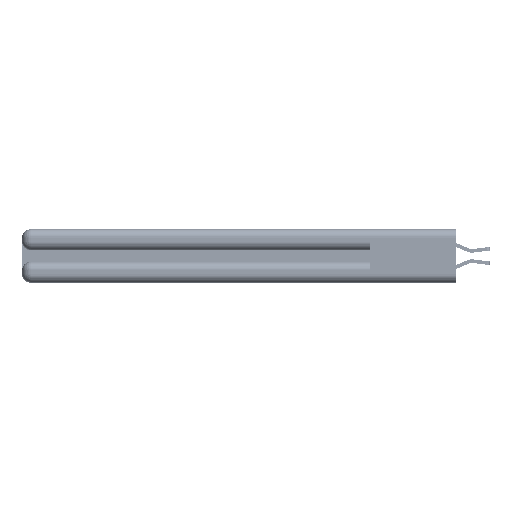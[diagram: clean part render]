
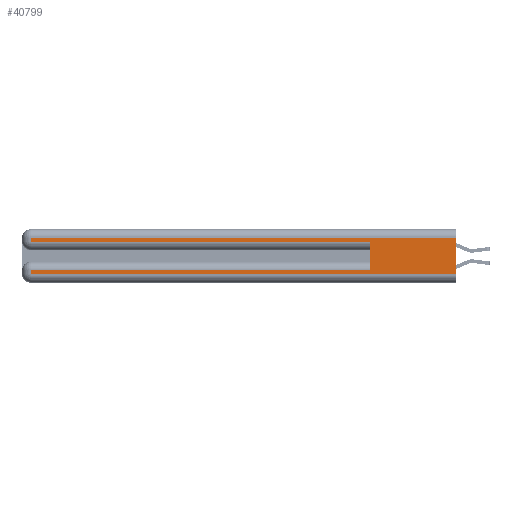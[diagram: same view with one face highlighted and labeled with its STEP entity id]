
A CAD part, left-side view. The second image highlights one B-rep face of the part: STEP entity #40799.
In plain terms, the highlighted planar face has unit normal (-1, 0, 0).
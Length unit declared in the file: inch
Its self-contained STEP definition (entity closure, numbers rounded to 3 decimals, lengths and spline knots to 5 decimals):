
#485 = VECTOR ( 'NONE', #26006, 39.37008 ) ;
#687 = AXIS2_PLACEMENT_3D ( 'NONE', #34980, #28105, #6859 ) ;
#1161 = EDGE_CURVE ( 'NONE', #43723, #11559, #29014, .T. ) ;
#1666 = VERTEX_POINT ( 'NONE', #33772 ) ;
#4040 = ORIENTED_EDGE ( 'NONE', *, *, #14078, .T. ) ;
#4199 = VERTEX_POINT ( 'NONE', #42038 ) ;
#5814 = CARTESIAN_POINT ( 'NONE',  ( 0., 0., 0.085 ) ) ;
#6009 = DIRECTION ( 'NONE',  ( 0., -1., 0. ) ) ;
#6235 = EDGE_CURVE ( 'NONE', #35100, #35349, #19865, .T. ) ;
#6277 = VECTOR ( 'NONE', #42443, 39.37008 ) ;
#6410 = CARTESIAN_POINT ( 'NONE',  ( 0., 0., 0.37 ) ) ;
#6859 = DIRECTION ( 'NONE',  ( 0., 0., -1. ) ) ;
#7233 = VECTOR ( 'NONE', #6009, 39.37008 ) ;
#7378 = CARTESIAN_POINT ( 'NONE',  ( 0., 0., 0.31 ) ) ;
#7938 = ORIENTED_EDGE ( 'NONE', *, *, #12293, .T. ) ;
#9593 = CARTESIAN_POINT ( 'NONE',  ( 0., 0., 0.06 ) ) ;
#10192 = ORIENTED_EDGE ( 'NONE', *, *, #1161, .T. ) ;
#10218 = VECTOR ( 'NONE', #44280, 39.37008 ) ;
#11559 = VERTEX_POINT ( 'NONE', #32175 ) ;
#11672 = VERTEX_POINT ( 'NONE', #11685 ) ;
#11685 = CARTESIAN_POINT ( 'NONE',  ( 0., 2.94, 0.285 ) ) ;
#12173 = CARTESIAN_POINT ( 'NONE',  ( 0., 0., 0.31 ) ) ;
#12293 = EDGE_CURVE ( 'NONE', #11559, #4199, #19853, .T. ) ;
#14078 = EDGE_CURVE ( 'NONE', #11672, #1666, #14709, .T. ) ;
#14709 = LINE ( 'NONE', #20237, #18624 ) ;
#14753 = CARTESIAN_POINT ( 'NONE',  ( 0., 0.6, 0.145 ) ) ;
#15859 = ORIENTED_EDGE ( 'NONE', *, *, #43957, .T. ) ;
#16392 = ORIENTED_EDGE ( 'NONE', *, *, #20318, .T. ) ;
#16842 = EDGE_LOOP ( 'NONE', ( #37718, #16971, #15859, #4040, #28995, #10192, #7938, #16392 ) ) ;
#16971 = ORIENTED_EDGE ( 'NONE', *, *, #41350, .T. ) ;
#17548 = PLANE ( 'NONE',  #687 ) ;
#18624 = VECTOR ( 'NONE', #41267, 39.37008 ) ;
#19025 = LINE ( 'NONE', #9593, #7233 ) ;
#19527 = LINE ( 'NONE', #36344, #485 ) ;
#19690 = VERTEX_POINT ( 'NONE', #42605 ) ;
#19853 = LINE ( 'NONE', #43375, #37315 ) ;
#19865 = LINE ( 'NONE', #6410, #37327 ) ;
#20237 = CARTESIAN_POINT ( 'NONE',  ( 0., 0., 0.285 ) ) ;
#20318 = EDGE_CURVE ( 'NONE', #4199, #35349, #19025, .T. ) ;
#22551 = DIRECTION ( 'NONE',  ( 0., 0., -1. ) ) ;
#24113 = CARTESIAN_POINT ( 'NONE',  ( 0., 0., 0.06 ) ) ;
#24181 = DIRECTION ( 'NONE',  ( 0., 0., -1. ) ) ;
#26006 = DIRECTION ( 'NONE',  ( 0., 0., -1. ) ) ;
#28105 = DIRECTION ( 'NONE',  ( 1., 0., 0. ) ) ;
#28995 = ORIENTED_EDGE ( 'NONE', *, *, #38413, .F. ) ;
#29014 = LINE ( 'NONE', #5814, #10218 ) ;
#32175 = CARTESIAN_POINT ( 'NONE',  ( 0., 2.94, 0.085 ) ) ;
#32245 = DIRECTION ( 'NONE',  ( 0., 0., 1. ) ) ;
#32684 = VECTOR ( 'NONE', #32245, 39.37008 ) ;
#33772 = CARTESIAN_POINT ( 'NONE',  ( 0., 0.6, 0.285 ) ) ;
#34404 = CARTESIAN_POINT ( 'NONE',  ( 0., 0.6, 0.085 ) ) ;
#34882 = LINE ( 'NONE', #14753, #32684 ) ;
#34980 = CARTESIAN_POINT ( 'NONE',  ( 0., 0., 0.37 ) ) ;
#35100 = VERTEX_POINT ( 'NONE', #12173 ) ;
#35349 = VERTEX_POINT ( 'NONE', #24113 ) ;
#36344 = CARTESIAN_POINT ( 'NONE',  ( 0., 2.94, 0.37 ) ) ;
#37315 = VECTOR ( 'NONE', #22551, 39.37008 ) ;
#37327 = VECTOR ( 'NONE', #24181, 39.37008 ) ;
#37718 = ORIENTED_EDGE ( 'NONE', *, *, #6235, .F. ) ;
#37748 = FACE_OUTER_BOUND ( 'NONE', #16842, .T. ) ;
#38413 = EDGE_CURVE ( 'NONE', #43723, #1666, #34882, .T. ) ;
#40799 = ADVANCED_FACE ( 'NONE', ( #37748 ), #17548, .F. ) ;
#41267 = DIRECTION ( 'NONE',  ( 0., -1., 0. ) ) ;
#41350 = EDGE_CURVE ( 'NONE', #35100, #19690, #43709, .T. ) ;
#42038 = CARTESIAN_POINT ( 'NONE',  ( 0., 2.94, 0.06 ) ) ;
#42443 = DIRECTION ( 'NONE',  ( 0., 1., 0. ) ) ;
#42605 = CARTESIAN_POINT ( 'NONE',  ( 0., 2.94, 0.31 ) ) ;
#43375 = CARTESIAN_POINT ( 'NONE',  ( 0., 2.94, 0.37 ) ) ;
#43709 = LINE ( 'NONE', #7378, #6277 ) ;
#43723 = VERTEX_POINT ( 'NONE', #34404 ) ;
#43957 = EDGE_CURVE ( 'NONE', #19690, #11672, #19527, .T. ) ;
#44280 = DIRECTION ( 'NONE',  ( 0., 1., 0. ) ) ;
